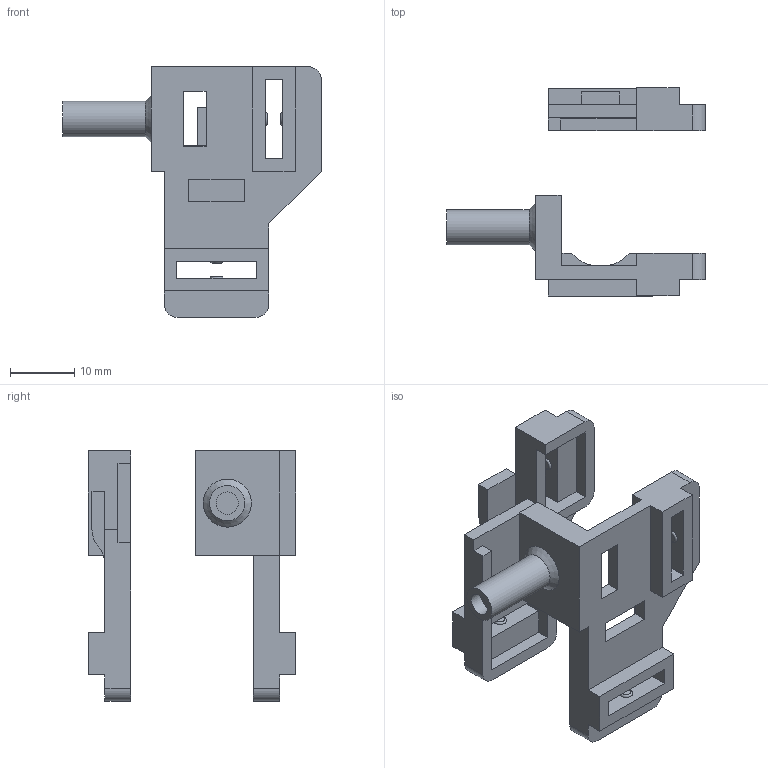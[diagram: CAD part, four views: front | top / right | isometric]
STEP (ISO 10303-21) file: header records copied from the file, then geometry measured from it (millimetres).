
FILE_DESCRIPTION(/* description */ (''),/* implementation_level */ '2;1');
FILE_NAME(/* name */ 'bracket_sg90 v26.step',/* time_stamp */ '2021-12-04T23:55:03+09:00',/* author */ (''),/* organization */ (''),/* preprocessor_version */ 'ST-DEVELOPER v18.1',/* originating_system */ 'Autodesk Translation Framework v10.10.0.1391',/* authorisation */ '');
FILE_SCHEMA (('AUTOMOTIVE_DESIGN { 1 0 10303 214 3 1 1 }'));
Length unit declared in the file: millimetre
Products named in the file (1): bracket_sg90
Bounding box: 40.35 x 32.4 x 39.05 mm (x, y, z)
Volume: 4932.2 mm3; surface area: 5739.1 mm2
Topology: 2 solids, 2 shells, 122 faces, 331 edges, 219 vertices
Faces by surface type: plane 99, cylinder 14, torus 8, cone 1
Full cylindrical faces by diameter (mm): 3.5 x1, 5.5 x1
Entity records: 3855 total; most frequent: CARTESIAN_POINT 673, ORIENTED_EDGE 662, DIRECTION 632, EDGE_CURVE 331, LINE 276, VECTOR 276, VERTEX_POINT 219, AXIS2_PLACEMENT_3D 178
